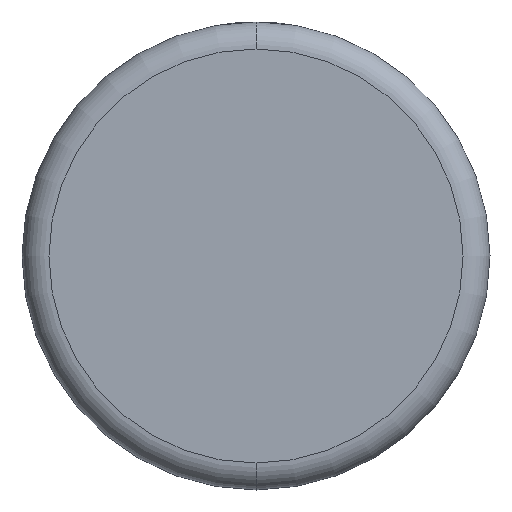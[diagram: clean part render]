
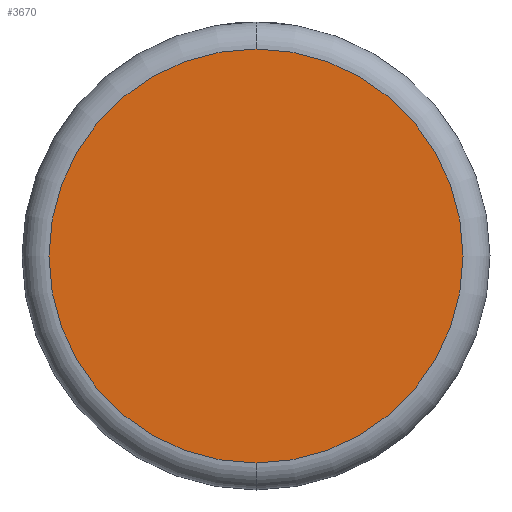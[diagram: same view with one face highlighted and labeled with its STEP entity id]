
A CAD part, front view. The second image highlights one B-rep face of the part: STEP entity #3670.
In plain terms, the highlighted planar face has unit normal (0, -1, 0).
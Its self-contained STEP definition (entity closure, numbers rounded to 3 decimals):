
#63 = DIRECTION ( 'NONE',  ( 0., -1., 0. ) ) ;
#177 = EDGE_CURVE ( 'NONE', #963, #2989, #3305, .T. ) ;
#404 = FACE_OUTER_BOUND ( 'NONE', #2592, .T. ) ;
#963 = VERTEX_POINT ( 'NONE', #2730 ) ;
#1132 = CARTESIAN_POINT ( 'NONE',  ( 0., 0., 0. ) ) ;
#1160 = DIRECTION ( 'NONE',  ( 0., 0., 1. ) ) ;
#1575 = ORIENTED_EDGE ( 'NONE', *, *, #177, .T. ) ;
#1859 = CARTESIAN_POINT ( 'NONE',  ( 0., 0., 0. ) ) ;
#1968 = ORIENTED_EDGE ( 'NONE', *, *, #2234, .T. ) ;
#2234 = EDGE_CURVE ( 'NONE', #2989, #963, #3520, .T. ) ;
#2592 = EDGE_LOOP ( 'NONE', ( #1968, #1575 ) ) ;
#2730 = CARTESIAN_POINT ( 'NONE',  ( 0., 0., -15.926 ) ) ;
#2837 = AXIS2_PLACEMENT_3D ( 'NONE', #1859, #4362, #2894 ) ;
#2894 = DIRECTION ( 'NONE',  ( 0., 0., 1. ) ) ;
#2989 = VERTEX_POINT ( 'NONE', #3113 ) ;
#3072 = AXIS2_PLACEMENT_3D ( 'NONE', #4426, #63, #1160 ) ;
#3113 = CARTESIAN_POINT ( 'NONE',  ( 0., 0., 15.926 ) ) ;
#3304 = PLANE ( 'NONE',  #3802 ) ;
#3305 = CIRCLE ( 'NONE', #3072, 15.926 ) ;
#3520 = CIRCLE ( 'NONE', #2837, 15.926 ) ;
#3664 = DIRECTION ( 'NONE',  ( 0., 1., 0. ) ) ;
#3670 = ADVANCED_FACE ( 'NONE', ( #404 ), #3304, .F. ) ;
#3802 = AXIS2_PLACEMENT_3D ( 'NONE', #1132, #3664, #3965 ) ;
#3965 = DIRECTION ( 'NONE',  ( 0., 0., 1. ) ) ;
#4362 = DIRECTION ( 'NONE',  ( 0., -1., 0. ) ) ;
#4426 = CARTESIAN_POINT ( 'NONE',  ( 0., 0., 0. ) ) ;
